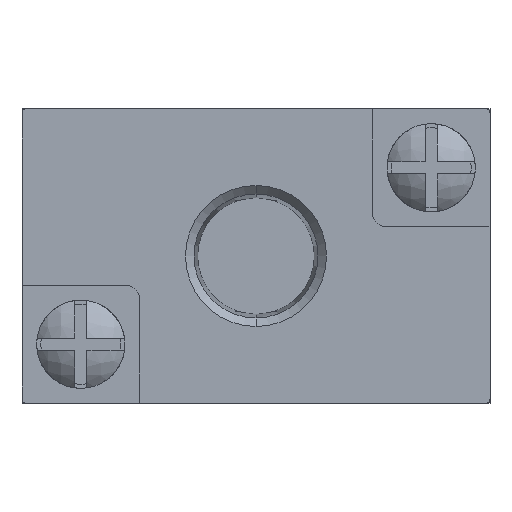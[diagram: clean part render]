
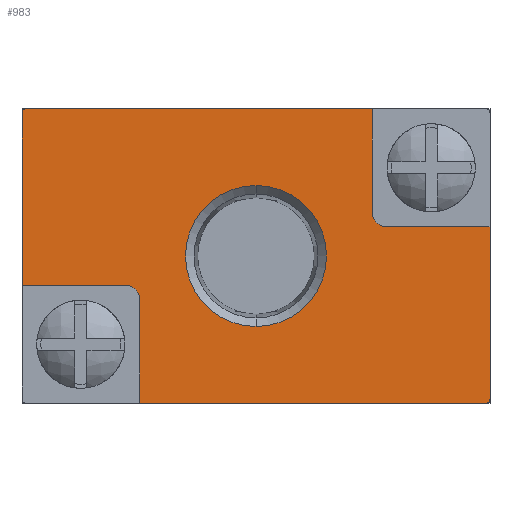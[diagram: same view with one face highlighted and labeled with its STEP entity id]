
A CAD part, front view. The second image highlights one B-rep face of the part: STEP entity #983.
In plain terms, the highlighted planar face has unit normal (0, -1, 0).
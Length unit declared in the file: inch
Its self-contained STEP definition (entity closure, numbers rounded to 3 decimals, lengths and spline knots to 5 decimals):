
#40 = DIRECTION ( 'NONE',  ( 0., 1., 0. ) ) ;
#101 = ORIENTED_EDGE ( 'NONE', *, *, #1907, .F. ) ;
#164 = VECTOR ( 'NONE', #5652, 39.37008 ) ;
#397 = VERTEX_POINT ( 'NONE', #3379 ) ;
#409 = VERTEX_POINT ( 'NONE', #1544 ) ;
#533 = DIRECTION ( 'NONE',  ( 0., 0., -1. ) ) ;
#578 = FACE_OUTER_BOUND ( 'NONE', #1762, .T. ) ;
#659 = EDGE_CURVE ( 'NONE', #1632, #2926, #5846, .T. ) ;
#677 = EDGE_CURVE ( 'NONE', #5289, #1464, #826, .T. ) ;
#737 = LINE ( 'NONE', #4742, #881 ) ;
#754 = CARTESIAN_POINT ( 'NONE',  ( -0.34252, -0.82677, -0.43307 ) ) ;
#762 = CIRCLE ( 'NONE', #4855, 0.01181 ) ;
#826 = CIRCLE ( 'NONE', #4255, 0.03937 ) ;
#832 = DIRECTION ( 'NONE',  ( 0., 1., 0. ) ) ;
#881 = VECTOR ( 'NONE', #2406, 39.37008 ) ;
#916 = LINE ( 'NONE', #754, #5786 ) ;
#983 = ADVANCED_FACE ( 'NONE', ( #578, #2017 ), #3221, .F. ) ;
#1032 = CARTESIAN_POINT ( 'NONE',  ( -0.68898, -0.82677, -0.08661 ) ) ;
#1142 = AXIS2_PLACEMENT_3D ( 'NONE', #5025, #2214, #5487 ) ;
#1171 = EDGE_CURVE ( 'NONE', #3114, #409, #3340, .T. ) ;
#1209 = DIRECTION ( 'NONE',  ( 0., 0., -1. ) ) ;
#1223 = ORIENTED_EDGE ( 'NONE', *, *, #4687, .T. ) ;
#1254 = CARTESIAN_POINT ( 'NONE',  ( -0.38189, -0.82677, -0.08661 ) ) ;
#1352 = CARTESIAN_POINT ( 'NONE',  ( 0., -0.82677, 0. ) ) ;
#1464 = VERTEX_POINT ( 'NONE', #5127 ) ;
#1544 = CARTESIAN_POINT ( 'NONE',  ( 0.67717, -0.82677, -0.43307 ) ) ;
#1630 = ORIENTED_EDGE ( 'NONE', *, *, #5771, .F. ) ;
#1632 = VERTEX_POINT ( 'NONE', #5847 ) ;
#1685 = ORIENTED_EDGE ( 'NONE', *, *, #6056, .F. ) ;
#1686 = VERTEX_POINT ( 'NONE', #5430 ) ;
#1691 = CARTESIAN_POINT ( 'NONE',  ( 0., -0.82677, 0.08661 ) ) ;
#1738 = EDGE_CURVE ( 'NONE', #6083, #1960, #5227, .T. ) ;
#1762 = EDGE_LOOP ( 'NONE', ( #3440, #1223, #101, #5573, #5864, #3774, #2866, #2178, #4338, #1630, #5367, #6040 ) ) ;
#1832 = EDGE_CURVE ( 'NONE', #1960, #5754, #5916, .T. ) ;
#1907 = EDGE_CURVE ( 'NONE', #409, #1686, #737, .T. ) ;
#1960 = VERTEX_POINT ( 'NONE', #1032 ) ;
#2017 = FACE_BOUND ( 'NONE', #5777, .T. ) ;
#2030 = DIRECTION ( 'NONE',  ( 0., 1., 0. ) ) ;
#2056 = CARTESIAN_POINT ( 'NONE',  ( 0.38189, -0.82677, 0.12598 ) ) ;
#2068 = VERTEX_POINT ( 'NONE', #3062 ) ;
#2178 = ORIENTED_EDGE ( 'NONE', *, *, #4295, .F. ) ;
#2214 = DIRECTION ( 'NONE',  ( 0., -1., 0. ) ) ;
#2237 = DIRECTION ( 'NONE',  ( 0., -1., 0. ) ) ;
#2387 = CARTESIAN_POINT ( 'NONE',  ( 0.68898, -0.82677, -0.42126 ) ) ;
#2406 = DIRECTION ( 'NONE',  ( -1., 0., 0. ) ) ;
#2566 = CARTESIAN_POINT ( 'NONE',  ( 0.68898, -0.82677, -0.42126 ) ) ;
#2582 = DIRECTION ( 'NONE',  ( 0., -1., 0. ) ) ;
#2594 = CARTESIAN_POINT ( 'NONE',  ( 0.67717, -0.82677, -0.42126 ) ) ;
#2717 = EDGE_CURVE ( 'NONE', #5670, #4308, #5370, .T. ) ;
#2718 = DIRECTION ( 'NONE',  ( 0., 0., 1. ) ) ;
#2721 = LINE ( 'NONE', #2387, #164 ) ;
#2756 = VECTOR ( 'NONE', #5959, 39.37008 ) ;
#2801 = CIRCLE ( 'NONE', #1142, 0.20754 ) ;
#2866 = ORIENTED_EDGE ( 'NONE', *, *, #677, .T. ) ;
#2874 = DIRECTION ( 'NONE',  ( 1., 0., 0. ) ) ;
#2887 = CARTESIAN_POINT ( 'NONE',  ( 0.34252, -0.82677, 0.43307 ) ) ;
#2902 = CARTESIAN_POINT ( 'NONE',  ( -0.67717, -0.82677, 0.42126 ) ) ;
#2926 = VERTEX_POINT ( 'NONE', #2887 ) ;
#3062 = CARTESIAN_POINT ( 'NONE',  ( 0.68898, -0.82677, 0.08661 ) ) ;
#3064 = DIRECTION ( 'NONE',  ( 0., 0., -1. ) ) ;
#3114 = VERTEX_POINT ( 'NONE', #2566 ) ;
#3146 = CARTESIAN_POINT ( 'NONE',  ( 0., -0.82677, -0.08661 ) ) ;
#3221 = PLANE ( 'NONE',  #5417 ) ;
#3242 = DIRECTION ( 'NONE',  ( 0., 0., 1. ) ) ;
#3303 = LINE ( 'NONE', #3862, #4388 ) ;
#3340 = CIRCLE ( 'NONE', #3602, 0.01181 ) ;
#3348 = CARTESIAN_POINT ( 'NONE',  ( -0.68898, -0.82677, 0.42126 ) ) ;
#3366 = DIRECTION ( 'NONE',  ( 0., 0., -1. ) ) ;
#3379 = CARTESIAN_POINT ( 'NONE',  ( -0.34252, -0.82677, -0.12598 ) ) ;
#3440 = ORIENTED_EDGE ( 'NONE', *, *, #5934, .F. ) ;
#3481 = AXIS2_PLACEMENT_3D ( 'NONE', #5371, #2582, #5856 ) ;
#3497 = VECTOR ( 'NONE', #2874, 39.37008 ) ;
#3586 = DIRECTION ( 'NONE',  ( 1., 0., 0. ) ) ;
#3602 = AXIS2_PLACEMENT_3D ( 'NONE', #2594, #5861, #3064 ) ;
#3658 = CARTESIAN_POINT ( 'NONE',  ( -0.68898, -0.82677, 0.42126 ) ) ;
#3774 = ORIENTED_EDGE ( 'NONE', *, *, #5065, .F. ) ;
#3862 = CARTESIAN_POINT ( 'NONE',  ( 0.34252, -0.82677, 0. ) ) ;
#4022 = LINE ( 'NONE', #1691, #5119 ) ;
#4213 = CARTESIAN_POINT ( 'NONE',  ( 0.38189, -0.82677, 0.08661 ) ) ;
#4255 = AXIS2_PLACEMENT_3D ( 'NONE', #2056, #2030, #1209 ) ;
#4295 = EDGE_CURVE ( 'NONE', #2926, #1464, #3303, .T. ) ;
#4308 = VERTEX_POINT ( 'NONE', #5755 ) ;
#4338 = ORIENTED_EDGE ( 'NONE', *, *, #659, .F. ) ;
#4380 = ORIENTED_EDGE ( 'NONE', *, *, #2717, .F. ) ;
#4388 = VECTOR ( 'NONE', #533, 39.37008 ) ;
#4661 = VECTOR ( 'NONE', #2718, 39.37008 ) ;
#4687 = EDGE_CURVE ( 'NONE', #397, #1686, #916, .T. ) ;
#4742 = CARTESIAN_POINT ( 'NONE',  ( -0.67717, -0.82677, -0.43307 ) ) ;
#4855 = AXIS2_PLACEMENT_3D ( 'NONE', #2902, #40, #3366 ) ;
#5021 = DIRECTION ( 'NONE',  ( 0., 0., -1. ) ) ;
#5025 = CARTESIAN_POINT ( 'NONE',  ( 0., -0.82677, 0. ) ) ;
#5042 = CARTESIAN_POINT ( 'NONE',  ( 0., -0.82677, 0. ) ) ;
#5065 = EDGE_CURVE ( 'NONE', #5289, #2068, #4022, .T. ) ;
#5119 = VECTOR ( 'NONE', #3586, 39.37008 ) ;
#5127 = CARTESIAN_POINT ( 'NONE',  ( 0.34252, -0.82677, 0.12598 ) ) ;
#5227 = LINE ( 'NONE', #3146, #2756 ) ;
#5289 = VERTEX_POINT ( 'NONE', #4213 ) ;
#5317 = EDGE_CURVE ( 'NONE', #2068, #3114, #2721, .T. ) ;
#5367 = ORIENTED_EDGE ( 'NONE', *, *, #1832, .F. ) ;
#5370 = CIRCLE ( 'NONE', #5974, 0.20754 ) ;
#5371 = CARTESIAN_POINT ( 'NONE',  ( -0.38189, -0.82677, -0.12598 ) ) ;
#5417 = AXIS2_PLACEMENT_3D ( 'NONE', #1352, #832, #3242 ) ;
#5430 = CARTESIAN_POINT ( 'NONE',  ( -0.34252, -0.82677, -0.43307 ) ) ;
#5487 = DIRECTION ( 'NONE',  ( 0., 0., -1. ) ) ;
#5500 = DIRECTION ( 'NONE',  ( 0., 0., -1. ) ) ;
#5573 = ORIENTED_EDGE ( 'NONE', *, *, #1171, .F. ) ;
#5652 = DIRECTION ( 'NONE',  ( 0., 0., -1. ) ) ;
#5670 = VERTEX_POINT ( 'NONE', #6074 ) ;
#5725 = CIRCLE ( 'NONE', #3481, 0.03937 ) ;
#5754 = VERTEX_POINT ( 'NONE', #3348 ) ;
#5755 = CARTESIAN_POINT ( 'NONE',  ( 0., -0.82677, -0.20754 ) ) ;
#5771 = EDGE_CURVE ( 'NONE', #5754, #1632, #762, .T. ) ;
#5777 = EDGE_LOOP ( 'NONE', ( #1685, #4380 ) ) ;
#5786 = VECTOR ( 'NONE', #5021, 39.37008 ) ;
#5846 = LINE ( 'NONE', #5905, #3497 ) ;
#5847 = CARTESIAN_POINT ( 'NONE',  ( -0.67717, -0.82677, 0.43307 ) ) ;
#5856 = DIRECTION ( 'NONE',  ( 0., 0., -1. ) ) ;
#5861 = DIRECTION ( 'NONE',  ( 0., 1., 0. ) ) ;
#5864 = ORIENTED_EDGE ( 'NONE', *, *, #5317, .F. ) ;
#5905 = CARTESIAN_POINT ( 'NONE',  ( 0.67717, -0.82677, 0.43307 ) ) ;
#5916 = LINE ( 'NONE', #3658, #4661 ) ;
#5934 = EDGE_CURVE ( 'NONE', #397, #6083, #5725, .T. ) ;
#5959 = DIRECTION ( 'NONE',  ( -1., 0., 0. ) ) ;
#5974 = AXIS2_PLACEMENT_3D ( 'NONE', #5042, #2237, #5500 ) ;
#6040 = ORIENTED_EDGE ( 'NONE', *, *, #1738, .F. ) ;
#6056 = EDGE_CURVE ( 'NONE', #4308, #5670, #2801, .T. ) ;
#6074 = CARTESIAN_POINT ( 'NONE',  ( 0., -0.82677, 0.20754 ) ) ;
#6083 = VERTEX_POINT ( 'NONE', #1254 ) ;
